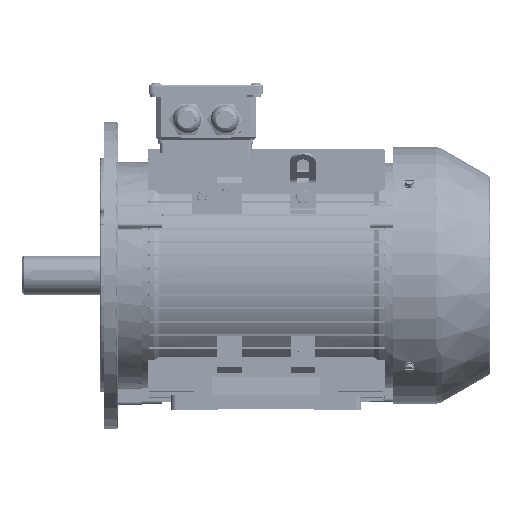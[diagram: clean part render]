
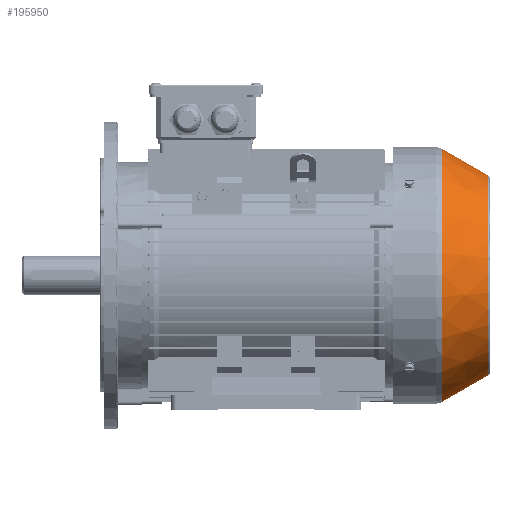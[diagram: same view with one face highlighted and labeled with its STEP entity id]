
A CAD part, top view. The second image highlights one B-rep face of the part: STEP entity #195950.
In plain terms, the highlighted conical face has half-angle 30 degrees and reference radius 123.758 mm.
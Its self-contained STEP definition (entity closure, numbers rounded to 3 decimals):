
#9931 = DIRECTION ( 'NONE',  ( 0., 1., 0. ) ) ;
#10663 = DIRECTION ( 'NONE',  ( -1., 0., 0. ) ) ;
#17588 = VECTOR ( 'NONE', #221740, 1000. ) ;
#21814 = EDGE_CURVE ( 'NONE', #36923, #98446, #104757, .T. ) ;
#32263 = ORIENTED_EDGE ( 'NONE', *, *, #188229, .T. ) ;
#34896 = VERTEX_POINT ( 'NONE', #114126 ) ;
#35558 = LINE ( 'NONE', #69995, #83894 ) ;
#36923 = VERTEX_POINT ( 'NONE', #51272 ) ;
#42874 = DIRECTION ( 'NONE',  ( -1., 0., 0. ) ) ;
#48177 = DIRECTION ( 'NONE',  ( 1., 0., 0. ) ) ;
#50213 = FACE_OUTER_BOUND ( 'NONE', #212808, .T. ) ;
#51171 = EDGE_CURVE ( 'NONE', #152746, #34896, #184851, .T. ) ;
#51272 = CARTESIAN_POINT ( 'NONE',  ( 115.05, 103.838, -32.463 ) ) ;
#68538 = AXIS2_PLACEMENT_3D ( 'NONE', #112270, #10663, #9931 ) ;
#69995 = CARTESIAN_POINT ( 'NONE',  ( 115.05, -143.678, -32.463 ) ) ;
#78216 = DIRECTION ( 'NONE',  ( 0., -1., 0. ) ) ;
#82236 = CARTESIAN_POINT ( 'NONE',  ( 115.05, -143.678, -32.463 ) ) ;
#83894 = VECTOR ( 'NONE', #158130, 1000. ) ;
#94902 = AXIS2_PLACEMENT_3D ( 'NONE', #204799, #48177, #116551 ) ;
#98446 = VERTEX_POINT ( 'NONE', #82236 ) ;
#104757 = CIRCLE ( 'NONE', #94902, 123.758 ) ;
#112270 = CARTESIAN_POINT ( 'NONE',  ( 115.05, -19.92, -32.463 ) ) ;
#114126 = CARTESIAN_POINT ( 'NONE',  ( 160.361, 77.678, -32.463 ) ) ;
#115816 = CARTESIAN_POINT ( 'NONE',  ( 160.361, -117.518, -32.463 ) ) ;
#116551 = DIRECTION ( 'NONE',  ( 0., -1., 0. ) ) ;
#126230 = ORIENTED_EDGE ( 'NONE', *, *, #51171, .T. ) ;
#129801 = AXIS2_PLACEMENT_3D ( 'NONE', #164851, #42874, #78216 ) ;
#132735 = ORIENTED_EDGE ( 'NONE', *, *, #212323, .F. ) ;
#151665 = CARTESIAN_POINT ( 'NONE',  ( 115.05, 103.838, -32.463 ) ) ;
#152746 = VERTEX_POINT ( 'NONE', #115816 ) ;
#158130 = DIRECTION ( 'NONE',  ( -0.866, -0.5, 0. ) ) ;
#164851 = CARTESIAN_POINT ( 'NONE',  ( 160.361, -19.92, -32.463 ) ) ;
#184851 = CIRCLE ( 'NONE', #129801, 97.598 ) ;
#187667 = CONICAL_SURFACE ( 'NONE', #68538, 123.758, 0.524 ) ;
#188229 = EDGE_CURVE ( 'NONE', #34896, #36923, #198098, .T. ) ;
#195950 = ADVANCED_FACE ( 'NONE', ( #50213 ), #187667, .T. ) ;
#198098 = LINE ( 'NONE', #151665, #17588 ) ;
#204799 = CARTESIAN_POINT ( 'NONE',  ( 115.05, -19.92, -32.463 ) ) ;
#205257 = ORIENTED_EDGE ( 'NONE', *, *, #21814, .T. ) ;
#212323 = EDGE_CURVE ( 'NONE', #152746, #98446, #35558, .T. ) ;
#212808 = EDGE_LOOP ( 'NONE', ( #132735, #126230, #32263, #205257 ) ) ;
#221740 = DIRECTION ( 'NONE',  ( -0.866, 0.5, 0. ) ) ;
